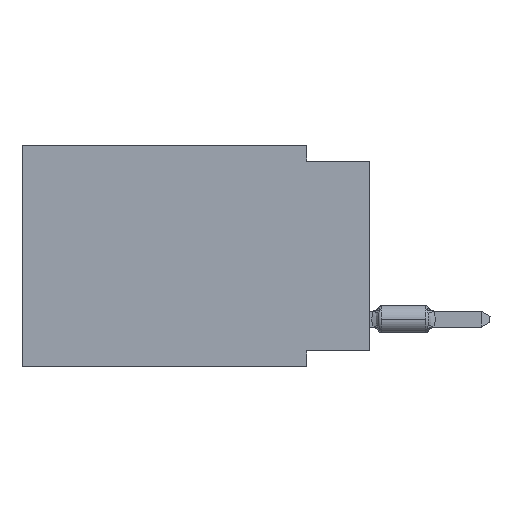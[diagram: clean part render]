
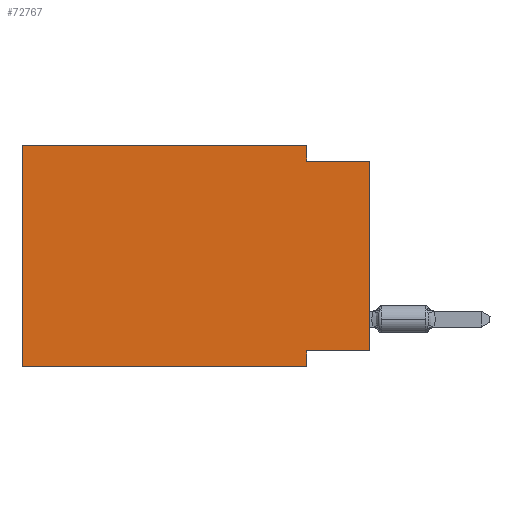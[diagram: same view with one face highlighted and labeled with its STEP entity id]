
A CAD part, left-side view. The second image highlights one B-rep face of the part: STEP entity #72767.
In plain terms, the highlighted planar face has unit normal (-1, 0, 0).
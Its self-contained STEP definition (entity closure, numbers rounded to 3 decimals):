
#527 = DIRECTION ( 'NONE',  ( 0., 0., -1. ) ) ;
#600 = VECTOR ( 'NONE', #84783, 1000. ) ;
#3409 = CARTESIAN_POINT ( 'NONE',  ( 0., 13.97, -8.89 ) ) ;
#3559 = VERTEX_POINT ( 'NONE', #78814 ) ;
#5485 = PLANE ( 'NONE',  #42789 ) ;
#6389 = DIRECTION ( 'NONE',  ( 1., 0., 0. ) ) ;
#6827 = FACE_OUTER_BOUND ( 'NONE', #37504, .T. ) ;
#8277 = DIRECTION ( 'NONE',  ( 0., -1., 0. ) ) ;
#12258 = DIRECTION ( 'NONE',  ( 0., 1., 0. ) ) ;
#12434 = ORIENTED_EDGE ( 'NONE', *, *, #32375, .F. ) ;
#12739 = DIRECTION ( 'NONE',  ( 0., -1., 0. ) ) ;
#13458 = VERTEX_POINT ( 'NONE', #81938 ) ;
#14205 = EDGE_CURVE ( 'NONE', #58253, #58921, #80384, .T. ) ;
#15091 = VECTOR ( 'NONE', #23343, 1000. ) ;
#16600 = CARTESIAN_POINT ( 'NONE',  ( 0., 2.54, 0. ) ) ;
#16819 = EDGE_CURVE ( 'NONE', #78015, #58921, #47375, .T. ) ;
#17490 = ORIENTED_EDGE ( 'NONE', *, *, #39536, .T. ) ;
#17739 = EDGE_CURVE ( 'NONE', #3559, #32695, #37500, .T. ) ;
#18655 = EDGE_CURVE ( 'NONE', #41572, #78015, #44939, .T. ) ;
#23343 = DIRECTION ( 'NONE',  ( 0., 0., -1. ) ) ;
#25133 = ORIENTED_EDGE ( 'NONE', *, *, #29898, .F. ) ;
#29898 = EDGE_CURVE ( 'NONE', #58253, #74125, #68733, .T. ) ;
#30840 = DIRECTION ( 'NONE',  ( 0., -1., 0. ) ) ;
#32055 = VECTOR ( 'NONE', #12739, 1000. ) ;
#32375 = EDGE_CURVE ( 'NONE', #32695, #41572, #77556, .T. ) ;
#32695 = VERTEX_POINT ( 'NONE', #74379 ) ;
#33483 = CARTESIAN_POINT ( 'NONE',  ( 0., 2.54, -0.635 ) ) ;
#34810 = ORIENTED_EDGE ( 'NONE', *, *, #18655, .F. ) ;
#35475 = CARTESIAN_POINT ( 'NONE',  ( 0., 0., -0.635 ) ) ;
#36615 = ORIENTED_EDGE ( 'NONE', *, *, #17739, .F. ) ;
#37500 = LINE ( 'NONE', #70408, #600 ) ;
#37504 = EDGE_LOOP ( 'NONE', ( #61461, #64928, #34810, #12434, #36615, #17490, #61098, #25133 ) ) ;
#39536 = EDGE_CURVE ( 'NONE', #3559, #13458, #59201, .T. ) ;
#41572 = VERTEX_POINT ( 'NONE', #72519 ) ;
#42789 = AXIS2_PLACEMENT_3D ( 'NONE', #88296, #6389, #527 ) ;
#43135 = VECTOR ( 'NONE', #50785, 1000. ) ;
#44178 = CARTESIAN_POINT ( 'NONE',  ( 0., 0., -8.255 ) ) ;
#44229 = VECTOR ( 'NONE', #8277, 1000. ) ;
#44939 = LINE ( 'NONE', #16600, #15091 ) ;
#47375 = LINE ( 'NONE', #74389, #32055 ) ;
#48454 = CARTESIAN_POINT ( 'NONE',  ( 0., 0., -8.255 ) ) ;
#49334 = EDGE_CURVE ( 'NONE', #74125, #13458, #57090, .T. ) ;
#50785 = DIRECTION ( 'NONE',  ( 0., 0., -1. ) ) ;
#57090 = LINE ( 'NONE', #64737, #43135 ) ;
#58253 = VERTEX_POINT ( 'NONE', #44178 ) ;
#58921 = VERTEX_POINT ( 'NONE', #35475 ) ;
#59201 = LINE ( 'NONE', #3409, #82517 ) ;
#61098 = ORIENTED_EDGE ( 'NONE', *, *, #49334, .F. ) ;
#61461 = ORIENTED_EDGE ( 'NONE', *, *, #14205, .T. ) ;
#64737 = CARTESIAN_POINT ( 'NONE',  ( 0., 2.54, -8.89 ) ) ;
#64928 = ORIENTED_EDGE ( 'NONE', *, *, #16819, .F. ) ;
#64937 = CARTESIAN_POINT ( 'NONE',  ( 0., 13.97, 0. ) ) ;
#68733 = LINE ( 'NONE', #48454, #71240 ) ;
#70408 = CARTESIAN_POINT ( 'NONE',  ( 0., 13.97, 0. ) ) ;
#71240 = VECTOR ( 'NONE', #12258, 1000. ) ;
#72519 = CARTESIAN_POINT ( 'NONE',  ( 0., 2.54, 0. ) ) ;
#72767 = ADVANCED_FACE ( 'NONE', ( #6827 ), #5485, .F. ) ;
#73432 = CARTESIAN_POINT ( 'NONE',  ( 0., 2.54, -8.255 ) ) ;
#74125 = VERTEX_POINT ( 'NONE', #73432 ) ;
#74379 = CARTESIAN_POINT ( 'NONE',  ( 0., 13.97, 0. ) ) ;
#74389 = CARTESIAN_POINT ( 'NONE',  ( 0., 0., -0.635 ) ) ;
#77556 = LINE ( 'NONE', #64937, #44229 ) ;
#78015 = VERTEX_POINT ( 'NONE', #33483 ) ;
#78814 = CARTESIAN_POINT ( 'NONE',  ( 0., 13.97, -8.89 ) ) ;
#80384 = LINE ( 'NONE', #87154, #83434 ) ;
#81938 = CARTESIAN_POINT ( 'NONE',  ( 0., 2.54, -8.89 ) ) ;
#82517 = VECTOR ( 'NONE', #30840, 1000. ) ;
#83434 = VECTOR ( 'NONE', #87601, 1000. ) ;
#84783 = DIRECTION ( 'NONE',  ( 0., 0., 1. ) ) ;
#87154 = CARTESIAN_POINT ( 'NONE',  ( 0., 0., 0. ) ) ;
#87601 = DIRECTION ( 'NONE',  ( 0., 0., 1. ) ) ;
#88296 = CARTESIAN_POINT ( 'NONE',  ( 0., 13.97, 0. ) ) ;
